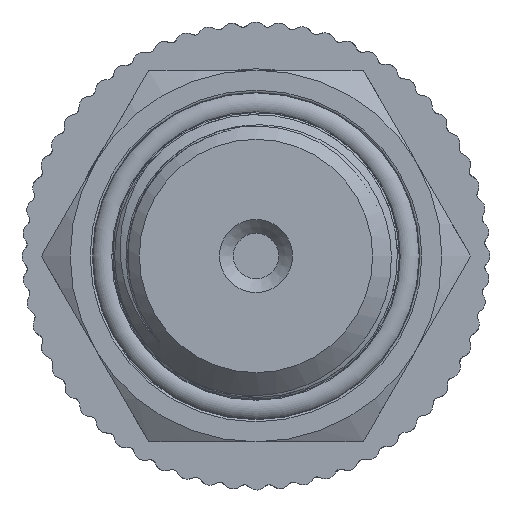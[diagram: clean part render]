
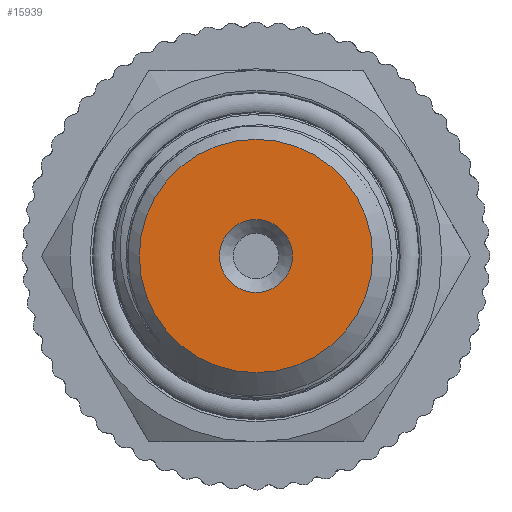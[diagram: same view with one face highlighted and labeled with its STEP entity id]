
A CAD part, left-side view. The second image highlights one B-rep face of the part: STEP entity #15939.
In plain terms, the highlighted planar face has unit normal (-1, 0, 0).
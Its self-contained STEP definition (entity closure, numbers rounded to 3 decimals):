
#208=PLANE('',#16821);
#909=FACE_BOUND('',#2184,.T.);
#1258=FACE_OUTER_BOUND('',#2183,.T.);
#2183=EDGE_LOOP('',(#12251));
#2184=EDGE_LOOP('',(#12252));
#2901=CIRCLE('',#16785,8.478);
#2919=CIRCLE('',#16820,2.65);
#6959=VERTEX_POINT('',#32517);
#6978=VERTEX_POINT('',#36318);
#8878=EDGE_CURVE('',#6959,#6959,#2901,.T.);
#8916=EDGE_CURVE('',#6978,#6978,#2919,.T.);
#12251=ORIENTED_EDGE('',*,*,#8878,.T.);
#12252=ORIENTED_EDGE('',*,*,#8916,.T.);
#15939=ADVANCED_FACE('',(#1258,#909),#208,.T.);
#16785=AXIS2_PLACEMENT_3D('',#32519,#18155,#18156);
#16820=AXIS2_PLACEMENT_3D('',#36320,#18232,#18233);
#16821=AXIS2_PLACEMENT_3D('',#36321,#18234,#18235);
#18155=DIRECTION('center_axis',(-1.,0.,0.));
#18156=DIRECTION('ref_axis',(0.,1.,0.));
#18232=DIRECTION('center_axis',(1.,0.,0.));
#18233=DIRECTION('ref_axis',(0.,0.,-1.));
#18234=DIRECTION('center_axis',(-1.,0.,0.));
#18235=DIRECTION('ref_axis',(0.,0.,1.));
#32517=CARTESIAN_POINT('',(-61.,-8.478,0.));
#32519=CARTESIAN_POINT('Origin',(-61.,0.,0.));
#36318=CARTESIAN_POINT('',(-61.,-2.65,0.));
#36320=CARTESIAN_POINT('Origin',(-61.,0.,0.));
#36321=CARTESIAN_POINT('Origin',(-61.,10.478,0.));
